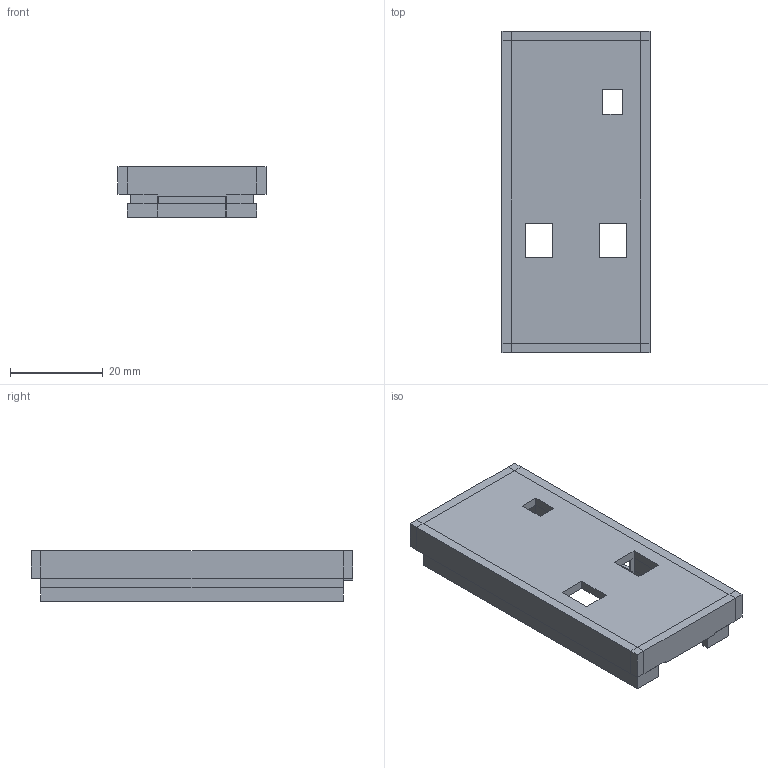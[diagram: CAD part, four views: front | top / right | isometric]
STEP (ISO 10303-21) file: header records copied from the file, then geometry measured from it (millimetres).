
FILE_DESCRIPTION(('FreeCAD Model'),'2;1');
FILE_NAME('Open CASCADE Shape Model','2023-08-13T17:12:58',('Author'),( ''),'Open CASCADE STEP processor 7.6','FreeCAD','Unknown');
FILE_SCHEMA(('AUTOMOTIVE_DESIGN { 1 0 10303 214 1 1 1 1 }'));
Length unit declared in the file: millimetre
Products named in the file (1): CaseBottomCutout
Bounding box: 32 x 69.5 x 11 mm (x, y, z)
Volume: 9714.3 mm3; surface area: 8118.6 mm2
Topology: 1 solids, 1 shells, 189 faces, 458 edges, 271 vertices
Faces by surface type: plane 173, cylinder 16
Full cylindrical faces by diameter (mm): 1.6 x3
Entity records: 5341 total; most frequent: ORIENTED_EDGE 920, CARTESIAN_POINT 919, DIRECTION 869, EDGE_CURVE 458, LINE 427, VECTOR 427, VERTEX_POINT 271, AXIS2_PLACEMENT_3D 221
